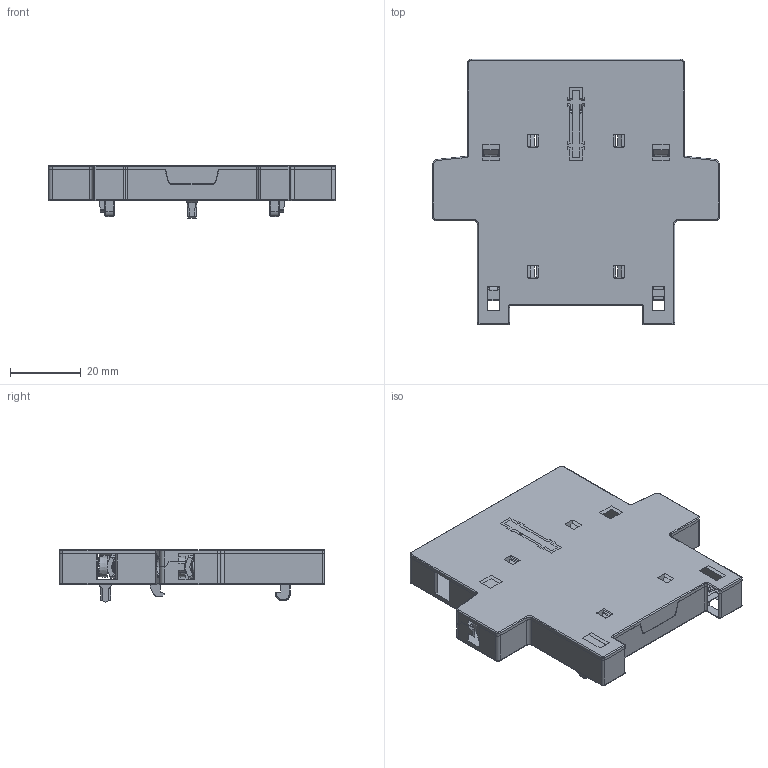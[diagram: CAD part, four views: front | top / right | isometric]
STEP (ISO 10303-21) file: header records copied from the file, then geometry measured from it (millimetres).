
FILE_DESCRIPTION(/* description */ (''),/* implementation_level */ '2;1');
FILE_NAME(/* name */ 'BFX1211.stp',/* time_stamp */ '2023-03-16T16:42:51+01:00',/* author */ (''),/* organization */ (''),/* preprocessor_version */ 'ST-DEVELOPER v16.7',/* originating_system */ 'SIEMENS PLM Software NX 12.0',/* authorisation */ '');
FILE_SCHEMA (('AP203_CONFIGURATION_CONTROLLED_3D_DESIGN_OF_MECHANICAL_PARTS_AND_ASSEMBLIES_MIM_LF { 1 0 10303 403 2 1 2}'));
Length unit declared in the file: millimetre
Products named in the file (1): Ferr0E3058ADlria
Bounding box: 81 x 75 x 14.95 mm (x, y, z)
Surface area: 17960.3 mm2 (no closed solid volume)
Topology: 0 solids, 37 shells, 499 faces, 2241 edges, 1719 vertices
Faces by surface type: plane 233, cylinder 190, torus 46, bspline 12, sphere 10, cone 8
Full cylindrical faces by diameter (mm): 2.3 x4, 3 x6, 3.04 x4
Entity records: 23082 total; most frequent: CARTESIAN_POINT 5051, DIRECTION 3799, ORIENTED_EDGE 3156, EDGE_CURVE 2209, VERTEX_POINT 1709, LINE 1445, VECTOR 1445, AXIS2_PLACEMENT_3D 1177
